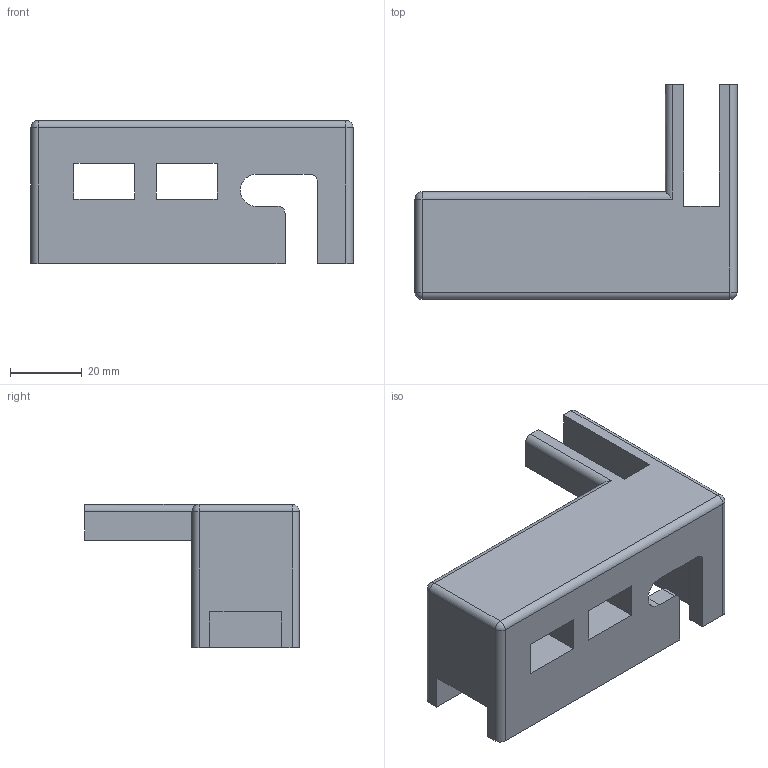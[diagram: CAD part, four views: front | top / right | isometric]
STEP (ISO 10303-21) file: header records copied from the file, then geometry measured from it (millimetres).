
FILE_DESCRIPTION(/* description */ (''),/* implementation_level */ '2;1');
FILE_NAME(/* name */ 'cordnew v7.step',/* time_stamp */ '2023-03-13T13:00:39+10:00',/* author */ (''),/* organization */ (''),/* preprocessor_version */ 'ST-DEVELOPER v19.2',/* originating_system */ 'Autodesk Translation Framework v11.17.0.187',/* authorisation */ '');
FILE_SCHEMA (('AUTOMOTIVE_DESIGN { 1 0 10303 214 3 1 1 }'));
Length unit declared in the file: millimetre
Products named in the file (1): cordnew
Bounding box: 90 x 60 x 40 mm (x, y, z)
Volume: 45362 mm3; surface area: 24162.4 mm2
Topology: 1 solids, 1 shells, 64 faces, 184 edges, 118 vertices
Faces by surface type: plane 48, cylinder 13, sphere 3
Full cylindrical faces by diameter (mm): 3 x2
Entity records: 2118 total; most frequent: ORIENTED_EDGE 368, CARTESIAN_POINT 367, DIRECTION 339, EDGE_CURVE 184, LINE 159, VECTOR 159, VERTEX_POINT 118, AXIS2_PLACEMENT_3D 90
